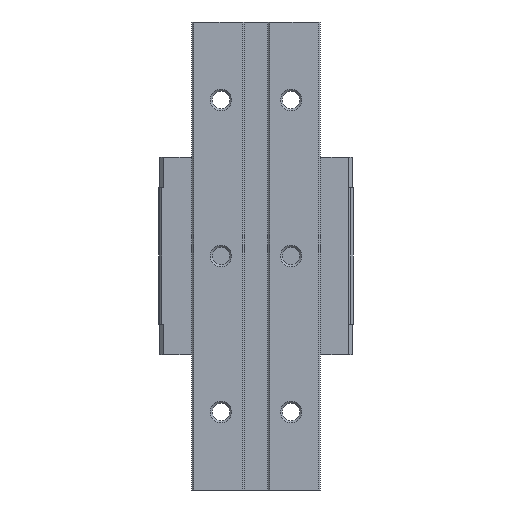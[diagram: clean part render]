
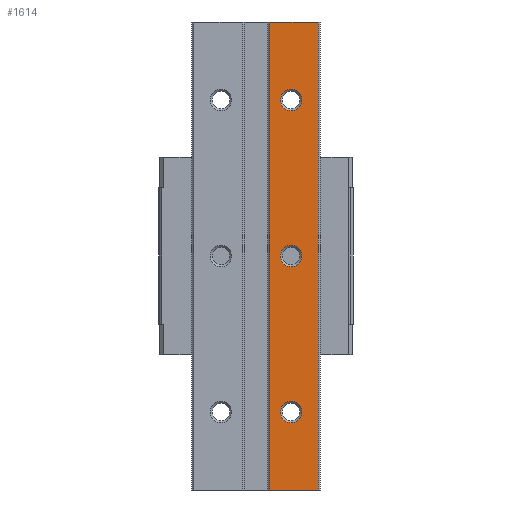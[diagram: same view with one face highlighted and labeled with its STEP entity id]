
A CAD part, front view. The second image highlights one B-rep face of the part: STEP entity #1614.
In plain terms, the highlighted planar face has unit normal (0, -1, 0).
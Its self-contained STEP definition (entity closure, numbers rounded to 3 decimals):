
#635=CARTESIAN_POINT('',(11.75,-0.5,-40.0));
#636=VERTEX_POINT('',#635);
#637=CARTESIAN_POINT('',(9.,-0.5,-40.0));
#638=DIRECTION('',(0.0,1.0,0.0));
#639=DIRECTION('',(1.0,0.0,0.0));
#640=AXIS2_PLACEMENT_3D('',#637,#638,#639);
#641=CIRCLE('',#640,2.75);
#642=EDGE_CURVE('',#636,#636,#641,.T.);
#763=CARTESIAN_POINT('',(11.75,-0.5,0.0));
#764=VERTEX_POINT('',#763);
#765=CARTESIAN_POINT('',(9.,-0.5,0.0));
#766=DIRECTION('',(0.0,1.0,0.0));
#767=DIRECTION('',(1.0,0.0,0.0));
#768=AXIS2_PLACEMENT_3D('',#765,#766,#767);
#769=CIRCLE('',#768,2.75);
#770=EDGE_CURVE('',#764,#764,#769,.T.);
#1019=CARTESIAN_POINT('',(11.75,-0.5,40.0));
#1020=VERTEX_POINT('',#1019);
#1021=CARTESIAN_POINT('',(9.,-0.5,40.0));
#1022=DIRECTION('',(0.0,1.0,0.0));
#1023=DIRECTION('',(1.0,0.0,0.0));
#1024=AXIS2_PLACEMENT_3D('',#1021,#1022,#1023);
#1025=CIRCLE('',#1024,2.75);
#1026=EDGE_CURVE('',#1020,#1020,#1025,.T.);
#1048=CARTESIAN_POINT('',(3.5,-0.5,60.0));
#1049=VERTEX_POINT('',#1048);
#1066=CARTESIAN_POINT('',(3.5,-0.5,-60.0));
#1067=VERTEX_POINT('',#1066);
#1074=CARTESIAN_POINT('',(3.5,-0.5,60.0));
#1075=DIRECTION('',(0.0,0.0,-1.0));
#1076=VECTOR('',#1075,120.0);
#1077=LINE('',#1074,#1076);
#1078=EDGE_CURVE('',#1049,#1067,#1077,.T.);
#1406=CARTESIAN_POINT('',(16.,-0.5,60.0));
#1407=VERTEX_POINT('',#1406);
#1414=CARTESIAN_POINT('',(16.,-0.5,-60.0));
#1415=VERTEX_POINT('',#1414);
#1416=CARTESIAN_POINT('',(16.,-0.5,-60.0));
#1417=DIRECTION('',(0.0,0.0,1.0));
#1418=VECTOR('',#1417,120.0);
#1419=LINE('',#1416,#1418);
#1420=EDGE_CURVE('',#1415,#1407,#1419,.T.);
#1584=CARTESIAN_POINT('',(11.75,-0.5,0.0));
#1585=DIRECTION('',(0.0,-1.0,0.0));
#1586=DIRECTION('',(0.0,0.0,-1.0));
#1587=AXIS2_PLACEMENT_3D('',#1584,#1585,#1586);
#1588=PLANE('',#1587);
#1589=CARTESIAN_POINT('',(16.,-0.5,60.0));
#1590=DIRECTION('',(-1.0,0.0,0.0));
#1591=VECTOR('',#1590,12.5);
#1592=LINE('',#1589,#1591);
#1593=EDGE_CURVE('',#1407,#1049,#1592,.T.);
#1594=ORIENTED_EDGE('',*,*,#1593,.T.);
#1595=ORIENTED_EDGE('',*,*,#1078,.T.);
#1596=CARTESIAN_POINT('',(3.5,-0.5,-60.0));
#1597=DIRECTION('',(1.0,0.0,0.0));
#1598=VECTOR('',#1597,12.5);
#1599=LINE('',#1596,#1598);
#1600=EDGE_CURVE('',#1067,#1415,#1599,.T.);
#1601=ORIENTED_EDGE('',*,*,#1600,.T.);
#1602=ORIENTED_EDGE('',*,*,#1420,.T.);
#1603=EDGE_LOOP('',(#1594,#1595,#1601,#1602));
#1604=FACE_OUTER_BOUND('',#1603,.T.);
#1605=ORIENTED_EDGE('',*,*,#642,.T.);
#1606=EDGE_LOOP('',(#1605));
#1607=FACE_BOUND('',#1606,.T.);
#1608=ORIENTED_EDGE('',*,*,#770,.T.);
#1609=EDGE_LOOP('',(#1608));
#1610=FACE_BOUND('',#1609,.T.);
#1611=ORIENTED_EDGE('',*,*,#1026,.T.);
#1612=EDGE_LOOP('',(#1611));
#1613=FACE_BOUND('',#1612,.T.);
#1614=ADVANCED_FACE('',(#1604,#1607,#1610,#1613),#1588,.T.);
